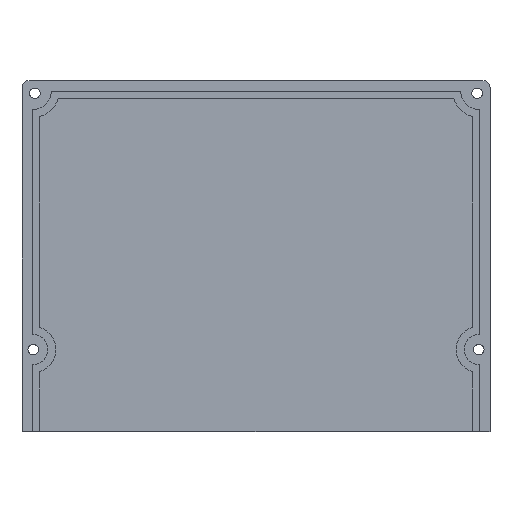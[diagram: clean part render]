
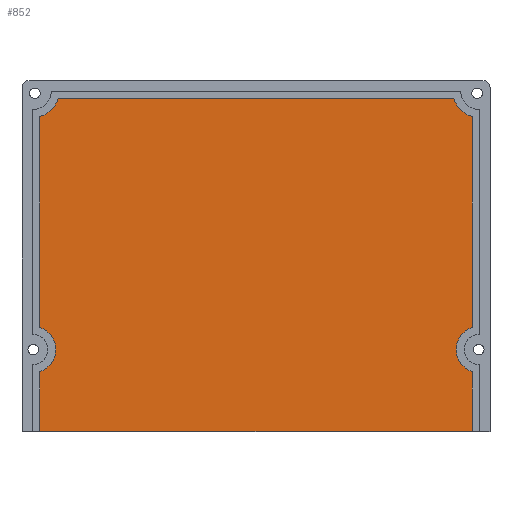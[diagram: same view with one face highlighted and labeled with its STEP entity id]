
A CAD part, top view. The second image highlights one B-rep face of the part: STEP entity #852.
In plain terms, the highlighted planar face has unit normal (0, 0, 1).
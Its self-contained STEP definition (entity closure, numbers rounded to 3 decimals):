
#183 = VERTEX_POINT('',#184);
#184 = CARTESIAN_POINT('',(192.5,0.,3.));
#190 = EDGE_CURVE('',#191,#183,#193,.T.);
#191 = VERTEX_POINT('',#192);
#192 = CARTESIAN_POINT('',(7.5,0.,3.));
#193 = LINE('',#194,#195);
#194 = CARTESIAN_POINT('',(0.,0.,3.));
#195 = VECTOR('',#196,1.);
#196 = DIRECTION('',(1.,0.,0.));
#833 = VERTEX_POINT('',#834);
#834 = CARTESIAN_POINT('',(7.5,25.5,3.));
#842 = EDGE_CURVE('',#833,#191,#843,.T.);
#843 = LINE('',#844,#845);
#844 = CARTESIAN_POINT('',(7.5,25.5,3.));
#845 = VECTOR('',#846,1.);
#846 = DIRECTION('',(0.,-1.,0.));
#852 = ADVANCED_FACE('',(#853),#923,.T.);
#853 = FACE_BOUND('',#854,.T.);
#854 = EDGE_LOOP('',(#855,#856,#857,#865,#874,#882,#891,#899,#908,#916)
  );
#855 = ORIENTED_EDGE('',*,*,#842,.T.);
#856 = ORIENTED_EDGE('',*,*,#190,.T.);
#857 = ORIENTED_EDGE('',*,*,#858,.F.);
#858 = EDGE_CURVE('',#859,#183,#861,.T.);
#859 = VERTEX_POINT('',#860);
#860 = CARTESIAN_POINT('',(192.5,25.5,3.));
#861 = LINE('',#862,#863);
#862 = CARTESIAN_POINT('',(192.5,25.5,3.));
#863 = VECTOR('',#864,1.);
#864 = DIRECTION('',(0.,-1.,0.));
#865 = ORIENTED_EDGE('',*,*,#866,.F.);
#866 = EDGE_CURVE('',#867,#859,#869,.T.);
#867 = VERTEX_POINT('',#868);
#868 = CARTESIAN_POINT('',(192.5,44.5,3.));
#869 = CIRCLE('',#870,9.962);
#870 = AXIS2_PLACEMENT_3D('',#871,#872,#873);
#871 = CARTESIAN_POINT('',(195.5,35.,3.));
#872 = DIRECTION('',(0.,0.,1.));
#873 = DIRECTION('',(1.,0.,0.));
#874 = ORIENTED_EDGE('',*,*,#875,.F.);
#875 = EDGE_CURVE('',#876,#867,#878,.T.);
#876 = VERTEX_POINT('',#877);
#877 = CARTESIAN_POINT('',(192.5,134.5,3.));
#878 = LINE('',#879,#880);
#879 = CARTESIAN_POINT('',(192.5,134.5,3.));
#880 = VECTOR('',#881,1.);
#881 = DIRECTION('',(0.,-1.,0.));
#882 = ORIENTED_EDGE('',*,*,#883,.F.);
#883 = EDGE_CURVE('',#884,#876,#886,.T.);
#884 = VERTEX_POINT('',#885);
#885 = CARTESIAN_POINT('',(184.5,142.5,3.));
#886 = CIRCLE('',#887,11.402);
#887 = AXIS2_PLACEMENT_3D('',#888,#889,#890);
#888 = CARTESIAN_POINT('',(195.5,145.5,3.));
#889 = DIRECTION('',(0.,0.,1.));
#890 = DIRECTION('',(1.,0.,0.));
#891 = ORIENTED_EDGE('',*,*,#892,.T.);
#892 = EDGE_CURVE('',#884,#893,#895,.T.);
#893 = VERTEX_POINT('',#894);
#894 = CARTESIAN_POINT('',(15.5,142.5,3.));
#895 = LINE('',#896,#897);
#896 = CARTESIAN_POINT('',(184.5,142.5,3.));
#897 = VECTOR('',#898,1.);
#898 = DIRECTION('',(-1.,0.,0.));
#899 = ORIENTED_EDGE('',*,*,#900,.F.);
#900 = EDGE_CURVE('',#901,#893,#903,.T.);
#901 = VERTEX_POINT('',#902);
#902 = CARTESIAN_POINT('',(7.5,134.5,3.));
#903 = CIRCLE('',#904,11.402);
#904 = AXIS2_PLACEMENT_3D('',#905,#906,#907);
#905 = CARTESIAN_POINT('',(4.5,145.5,3.));
#906 = DIRECTION('',(0.,0.,1.));
#907 = DIRECTION('',(1.,0.,0.));
#908 = ORIENTED_EDGE('',*,*,#909,.T.);
#909 = EDGE_CURVE('',#901,#910,#912,.T.);
#910 = VERTEX_POINT('',#911);
#911 = CARTESIAN_POINT('',(7.5,44.5,3.));
#912 = LINE('',#913,#914);
#913 = CARTESIAN_POINT('',(7.5,134.5,3.));
#914 = VECTOR('',#915,1.);
#915 = DIRECTION('',(0.,-1.,0.));
#916 = ORIENTED_EDGE('',*,*,#917,.F.);
#917 = EDGE_CURVE('',#833,#910,#918,.T.);
#918 = CIRCLE('',#919,9.962);
#919 = AXIS2_PLACEMENT_3D('',#920,#921,#922);
#920 = CARTESIAN_POINT('',(4.5,35.,3.));
#921 = DIRECTION('',(0.,0.,1.));
#922 = DIRECTION('',(1.,0.,0.));
#923 = PLANE('',#924);
#924 = AXIS2_PLACEMENT_3D('',#925,#926,#927);
#925 = CARTESIAN_POINT('',(100.,75.,3.));
#926 = DIRECTION('',(0.,0.,1.));
#927 = DIRECTION('',(1.,0.,0.));
